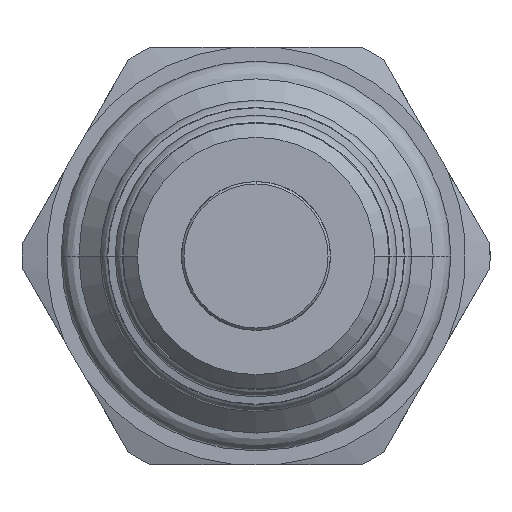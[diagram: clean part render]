
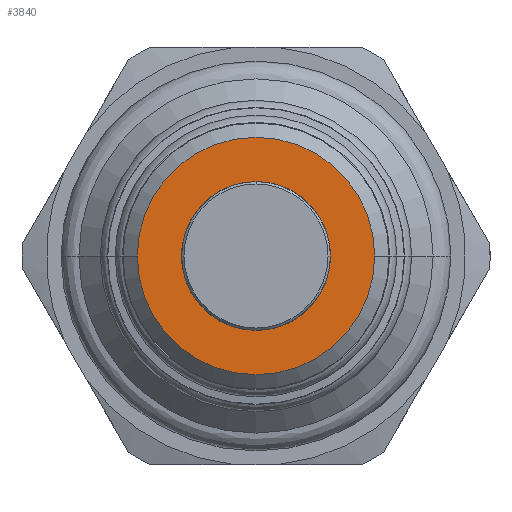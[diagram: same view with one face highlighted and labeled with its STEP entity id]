
A CAD part, front view. The second image highlights one B-rep face of the part: STEP entity #3840.
In plain terms, the highlighted planar face has unit normal (0, -1, 0).
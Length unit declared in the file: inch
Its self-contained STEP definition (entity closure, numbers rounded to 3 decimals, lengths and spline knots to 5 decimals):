
#1267=CARTESIAN_POINT('',(0.,-1.599,0.));
#1268=DIRECTION('',(0.,1.,0.));
#1269=DIRECTION('',(-1.,0.,0.));
#1270=AXIS2_PLACEMENT_3D('',#1267,#1268,#1269);
#1285=CARTESIAN_POINT('',(0.,-1.599,0.));
#1286=DIRECTION('',(0.,-1.,0.));
#1287=DIRECTION('',(-0.994,0.,0.109));
#1288=AXIS2_PLACEMENT_3D('',#1285,#1286,#1287);
#1290=DIRECTION('',(-0.866,0.,0.5));
#1291=VECTOR('',#1290,0.25179);
#1292=CARTESIAN_POINT('',(0.0629,-1.599,-0.14284));
#1293=LINE('',#1292,#1291);
#1294=CARTESIAN_POINT('',(0.,-1.599,0.));
#1295=DIRECTION('',(0.,-1.,0.));
#1296=DIRECTION('',(0.403,0.,-0.915));
#1297=AXIS2_PLACEMENT_3D('',#1294,#1295,#1296);
#1299=DIRECTION('',(0.,0.,-1.));
#1300=VECTOR('',#1299,0.25179);
#1301=CARTESIAN_POINT('',(0.09225,-1.599,0.12589));
#1302=LINE('',#1301,#1300);
#1303=CARTESIAN_POINT('',(0.,-1.599,0.));
#1304=DIRECTION('',(0.,-1.,0.));
#1305=DIRECTION('',(0.591,0.,0.807));
#1306=AXIS2_PLACEMENT_3D('',#1303,#1304,#1305);
#1308=DIRECTION('',(0.866,0.,0.5));
#1309=VECTOR('',#1308,0.25179);
#1310=CARTESIAN_POINT('',(-0.15515,-1.599,0.01694));
#1311=LINE('',#1310,#1309);
#1312=CARTESIAN_POINT('',(0.,-1.599,0.));
#1313=DIRECTION('',(0.,1.,0.));
#1314=DIRECTION('',(1.,0.,0.));
#1315=AXIS2_PLACEMENT_3D('',#1312,#1313,#1314);
#1787=CARTESIAN_POINT('',(0.249,-1.599,0.));
#1788=CARTESIAN_POINT('',(-0.249,-1.599,0.));
#1789=VERTEX_POINT('',#1787);
#1790=VERTEX_POINT('',#1788);
#1883=CARTESIAN_POINT('',(-0.15515,-1.599,0.01694));
#1884=CARTESIAN_POINT('',(-0.15515,-1.599,-0.01694));
#1885=VERTEX_POINT('',#1883);
#1886=VERTEX_POINT('',#1884);
#1887=CARTESIAN_POINT('',(0.0629,-1.599,-0.14284));
#1888=CARTESIAN_POINT('',(0.09225,-1.599,-0.12589));
#1889=VERTEX_POINT('',#1887);
#1890=VERTEX_POINT('',#1888);
#1891=CARTESIAN_POINT('',(0.09225,-1.599,0.12589));
#1892=CARTESIAN_POINT('',(0.0629,-1.599,0.14284));
#1893=VERTEX_POINT('',#1891);
#1894=VERTEX_POINT('',#1892);
#3816=CARTESIAN_POINT('',(0.,-1.599,0.));
#3817=DIRECTION('',(0.,-1.,0.));
#3818=DIRECTION('',(0.,0.,-1.));
#3819=AXIS2_PLACEMENT_3D('',#3816,#3817,#3818);
#3820=PLANE('',#3819);
#3822=ORIENTED_EDGE('',*,*,#3821,.T.);
#3823=ORIENTED_EDGE('',*,*,#3806,.T.);
#3824=EDGE_LOOP('',(#3822,#3823));
#3825=FACE_OUTER_BOUND('',#3824,.F.);
#3827=ORIENTED_EDGE('',*,*,#3826,.T.);
#3829=ORIENTED_EDGE('',*,*,#3828,.F.);
#3831=ORIENTED_EDGE('',*,*,#3830,.T.);
#3833=ORIENTED_EDGE('',*,*,#3832,.F.);
#3835=ORIENTED_EDGE('',*,*,#3834,.T.);
#3837=ORIENTED_EDGE('',*,*,#3836,.F.);
#3838=EDGE_LOOP('',(#3827,#3829,#3831,#3833,#3835,#3837));
#3839=FACE_BOUND('',#3838,.F.);
#3840=ADVANCED_FACE('',(#3825,#3839),#3820,.T.);
#1271=CIRCLE('',#1270,0.249);
#1289=CIRCLE('',#1288,0.15608);
#1298=CIRCLE('',#1297,0.15608);
#1307=CIRCLE('',#1306,0.15608);
#1316=CIRCLE('',#1315,0.249);
#3806=EDGE_CURVE('',#1790,#1789,#1271,.T.);
#3821=EDGE_CURVE('',#1789,#1790,#1316,.T.);
#3826=EDGE_CURVE('',#1885,#1886,#1289,.T.);
#3828=EDGE_CURVE('',#1889,#1886,#1293,.T.);
#3830=EDGE_CURVE('',#1889,#1890,#1298,.T.);
#3832=EDGE_CURVE('',#1893,#1890,#1302,.T.);
#3834=EDGE_CURVE('',#1893,#1894,#1307,.T.);
#3836=EDGE_CURVE('',#1885,#1894,#1311,.T.);
